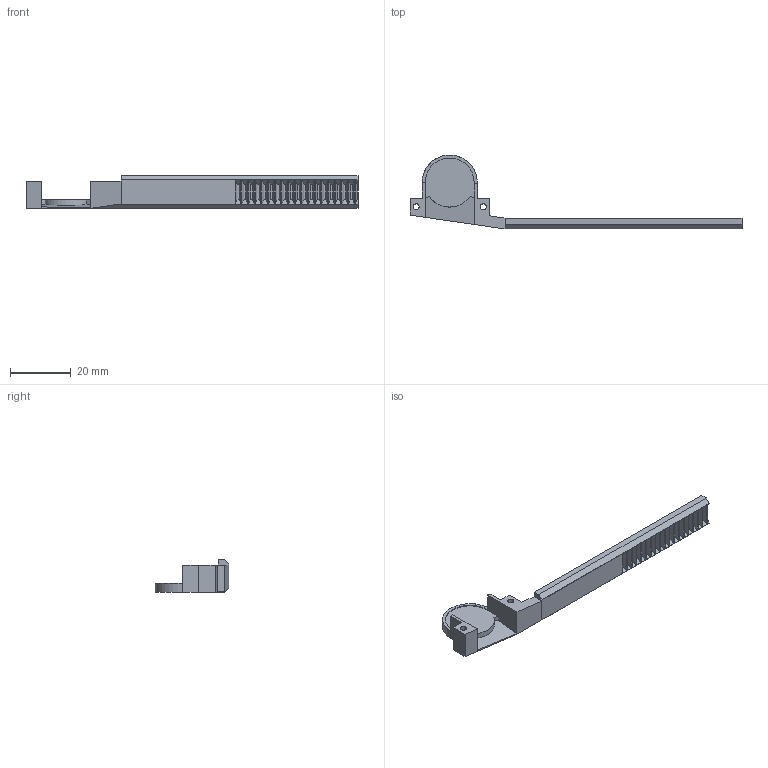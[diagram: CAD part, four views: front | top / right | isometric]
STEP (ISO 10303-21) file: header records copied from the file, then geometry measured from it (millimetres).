
FILE_DESCRIPTION(/* description */ (''),/* implementation_level */ '2;1');
FILE_NAME(/* name */ 'Arm.step',/* time_stamp */ '2022-02-17T13:45:15+01:00',/* author */ (''),/* organization */ (''),/* preprocessor_version */ 'ST-DEVELOPER v18.1',/* originating_system */ 'Autodesk Translation Framework v10.13.0.1454',/* authorisation */ '');
FILE_SCHEMA (('AUTOMOTIVE_DESIGN { 1 0 10303 214 3 1 1 }'));
Length unit declared in the file: millimetre
Products named in the file (1): (Unsaved)
Bounding box: 109.69 x 24.44 x 10.88 mm (x, y, z)
Volume: 4252.3 mm3; surface area: 4220.9 mm2
Topology: 1 solids, 1 shells, 152 faces, 371 edges, 221 vertices
Faces by surface type: plane 147, cylinder 5
Full cylindrical faces by diameter (mm): 2 x2
Entity records: 4316 total; most frequent: CARTESIAN_POINT 745, ORIENTED_EDGE 742, DIRECTION 689, EDGE_CURVE 371, LINE 359, VECTOR 359, VERTEX_POINT 221, AXIS2_PLACEMENT_3D 165
